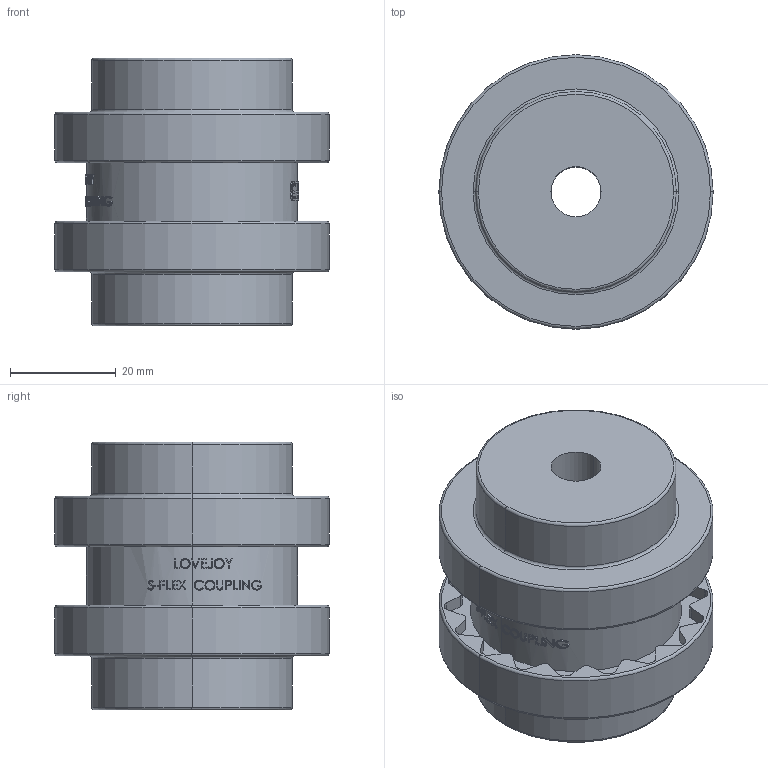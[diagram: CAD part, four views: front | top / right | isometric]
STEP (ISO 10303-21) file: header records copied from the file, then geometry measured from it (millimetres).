
FILE_DESCRIPTION((''),'2;1');
FILE_NAME('SF-3J-3JE_ASM','2013-04-02T',('ppetruska'),(''),'PRO/ENGINEER BY PARAMETRIC TECHNOLOGY CORPORATION, 2012480','PRO/ENGINEER BY PARAMETRIC TECHNOLOGY CORPORATION, 2012480','');
FILE_SCHEMA(('CONFIG_CONTROL_DESIGN'));
Products named in the file (3): 3JE-SLEEVE; 3J-FLANGE; SF-3J-3JE_ASM
Assembly tree (3 placements, depth 2):
  SF-3J-3JE_ASM
    3JE-SLEEVE
    3J-FLANGE  x2
Bounding box: 52 x 52 x 50.8 mm (x, y, z)
Volume: 66426.4 mm3; surface area: 29816.3 mm2
Topology: 3 solids, 3 shells, 1167 faces, 3359 edges, 2234 vertices
Faces by surface type: cylinder 628, plane 419, bspline 104, torus 16
Entity records: 43821 total; most frequent: CARTESIAN_POINT 19924, ORIENTED_EDGE 5222, DIRECTION 4913, EDGE_CURVE 2611, AXIS2_PLACEMENT_3D 1805, VERTEX_POINT 1738, VECTOR 1303, LINE 1303
